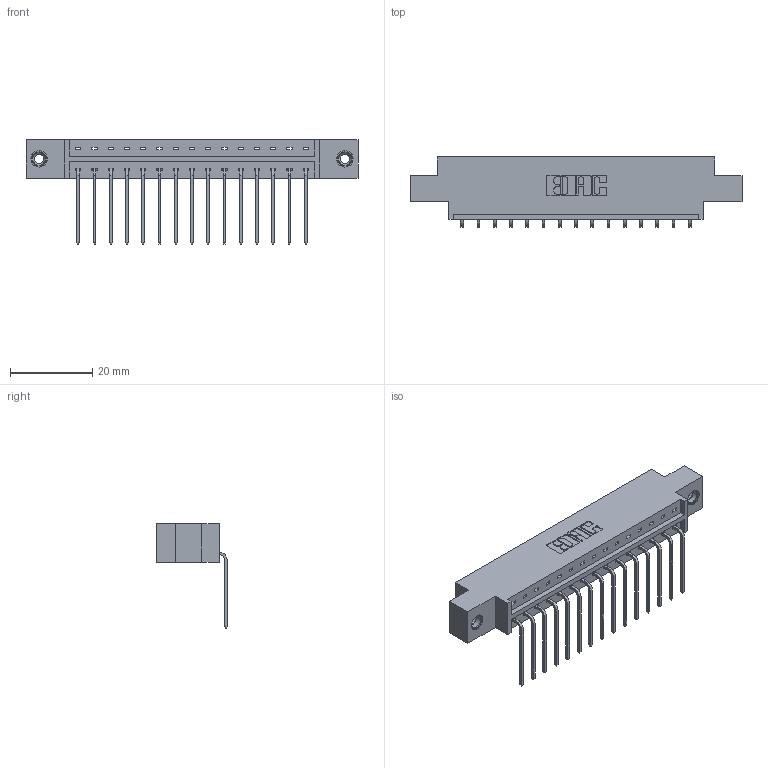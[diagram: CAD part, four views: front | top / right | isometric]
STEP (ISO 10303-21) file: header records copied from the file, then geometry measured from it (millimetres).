
FILE_DESCRIPTION (( 'STEP AP203' ), '1' );
FILE_NAME ('333-015-559-608.STEP', '2018-08-01T11:10:54', ( '' ), ( '' ), 'SwSTEP 2.0', 'SolidWorks 2016', '' );
FILE_SCHEMA (( 'CONFIG_CONTROL_DESIGN' ));
Length unit declared in the file: inch
Products named in the file (4): 333 Part_Offset - .156 Dia - TI; 345-292-001_558 559 Tail - 1; 345-250-001_345-250-003-102; 333-015-559-608
Assembly tree (18 placements, depth 2):
  333-015-559-608
    333 Part_Offset - .156 Dia - TI
    345-292-001_558 559 Tail - 1  x15
    345-250-001_345-250-003-102  x2
Bounding box: 80.98 x 17.09 x 25.53 mm (x, y, z)
Volume: 7731.9 mm3; surface area: 8719.3 mm2
Topology: 18 solids, 18 shells, 1078 faces, 3189 edges, 2098 vertices
Faces by surface type: plane 766, cylinder 296, cone 12, torus 4
Entity records: 14064 total; most frequent: CARTESIAN_POINT 2414, ORIENTED_EDGE 2358, DIRECTION 2123, EDGE_CURVE 1179, VECTOR 1031, LINE 1031, VERTEX_POINT 780, AXIS2_PLACEMENT_3D 546
